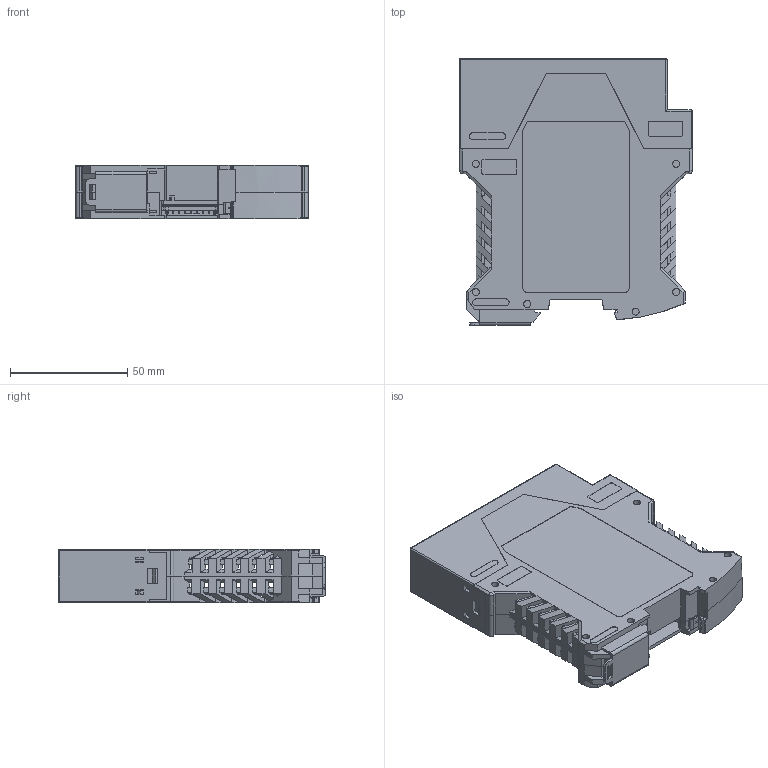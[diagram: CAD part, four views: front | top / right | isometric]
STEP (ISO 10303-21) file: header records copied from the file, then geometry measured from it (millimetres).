
FILE_DESCRIPTION(/* description */ ('SolidDesigner STEP Export'),/* implementation_level */ '2;1');
FILE_NAME(/* name */ 'SR DUAL SC assenbly.stp',/* time_stamp */ '2018-11-29T12:39:17-05:00',/* author */ ('gmchugh'),/* organization */ (''),/* preprocessor_version */ 'ST-DEVELOPER v16.5',/* originating_system */ 'Autodesk Inventor 2017',/* authorisation */ '');
FILE_SCHEMA (('AUTOMOTIVE_DESIGN { 1 0 10303 214 3 1 1 }'));
Products named in the file (25): SR DUAL SC assenbly; ME_22.5_OT-1MSTBO_H.Select__00297625; base assembly1; base assembly1.iam_LocalDocs_xDu4vd1h5Ot2kuccd1c1h5zljGg_2200292; base assembly1.iam_LocalDocs_xKrfesttqZ2x0uuorCd2kmlolCh_ME_BUS_FE-CO
NTACT__H.Select__00437355; base assembly1.iam_LocalDocs_xLlpn1m205qnhucs553zmyoe0Ya_ME_Verriegel
ungshaken_H.Select__00446697; base assembly1.iam_LocalDocs_xRbk5vil3TgbaeusbRokib4afFe_ME_22.5_UTR_
TBUS_H.Select__00447055; base assembly1.iam_LocalDocs_x3eu1fsc2V3veuzoiDusvu3eq3c_ME_22.5_UTL_
TBUS_H.Select__00446991; base assembly1.iam_LocalDocs_xAxptfh1tQbehu30qVgpyal4d2b_Fussriegel_1
7.5_L30_H.Select__00315466; 2200482; 2200482_1; 4406130-10 pcb DUAL SC; BOARD; rj45; 1250TTR-MB4C; 1X9 pcb+PINÄ__îAÔO; 1X9-PINÄ__îAÔO; SC-BASE_îAÔO; SC-TOP_îAÔO; SC 1X9 Hook_îAÔO; SC-RJ 13.8mm_îAÔO; 1x9 PCB 20161215_îAÔO; 2200486mod; MSTBO_2.5_4-G1PR_H.Select_00613162; OVERLAY SR SC1
Assembly tree (26 placements, depth 5):
  SR DUAL SC assenbly
    ME_22.5_OT-1MSTBO_H.Select__00297625
    base assembly1
      base assembly1.iam_LocalDocs_xDu4vd1h5Ot2kuccd1c1h5zljGg_2200292
        base assembly1.iam_LocalDocs_xKrfesttqZ2x0uuorCd2kmlolCh_ME_BUS_FE-CO
NTACT__H.Select__00437355
        base assembly1.iam_LocalDocs_xLlpn1m205qnhucs553zmyoe0Ya_ME_Verriegel
ungshaken_H.Select__00446697  x2
        base assembly1.iam_LocalDocs_xRbk5vil3TgbaeusbRokib4afFe_ME_22.5_UTR_
TBUS_H.Select__00447055
        base assembly1.iam_LocalDocs_x3eu1fsc2V3veuzoiDusvu3eq3c_ME_22.5_UTL_
TBUS_H.Select__00446991
        base assembly1.iam_LocalDocs_xAxptfh1tQbehu30qVgpyal4d2b_Fussriegel_1
7.5_L30_H.Select__00315466
    2200482
      2200482_1
    4406130-10 pcb DUAL SC
      BOARD
      rj45
      1250TTR-MB4C
        1X9 pcb+PINÄ__îAÔO
          1X9-PINÄ__îAÔO
        SC-BASE_îAÔO
        SC-TOP_îAÔO
        SC 1X9 Hook_îAÔO
        SC-RJ 13.8mm_îAÔO  x2
        1x9 PCB 20161215_îAÔO
      2200486mod
        MSTBO_2.5_4-G1PR_H.Select_00613162
    OVERLAY SR SC1
Bounding box: 99 x 113.6 x 22.6 mm (x, y, z)
Volume: 71247.1 mm3; surface area: 100027.6 mm2
Topology: 20 solids, 20 shells, 2946 faces, 8485 edges, 5562 vertices
Faces by surface type: plane 2282, cylinder 612, cone 24, torus 18, sphere 8, bspline 2
Full cylindrical faces by diameter (mm): 0.45 x8, 0.5 x18, 0.597 x7, 0.647 x2, 0.65 x6, 0.8 x9, 0.813 x18, 0.89 x4, 0.9 x16, 1 x6, 1.1 x3, 1.2 x4, 1.3 x2, 1.4 x8, 1.5 x8, 1.6 x2, 1.905 x4, 2 x8, 2.5 x2, 2.8 x8, 3 x20, 3.25 x2, 3.796 x4, 4 x4, 4.7 x2, 4.8 x2, 6 x2, 6.97 x4, 7.2 x2
Entity records: 95418 total; most frequent: CARTESIAN_POINT 17168, ORIENTED_EDGE 16380, DIRECTION 15388, EDGE_CURVE 8190, LINE 6834, VECTOR 6834, VERTEX_POINT 5483, AXIS2_PLACEMENT_3D 4277
